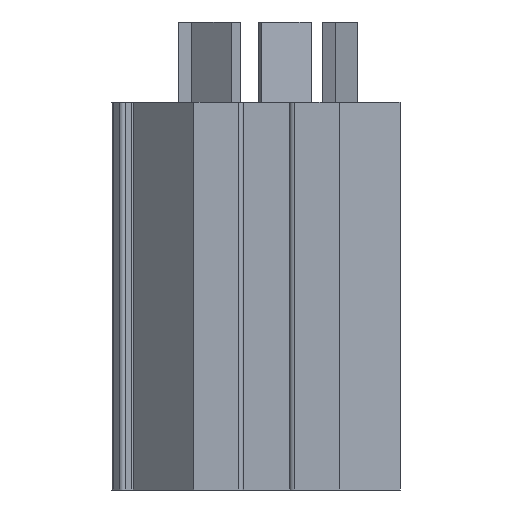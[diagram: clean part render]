
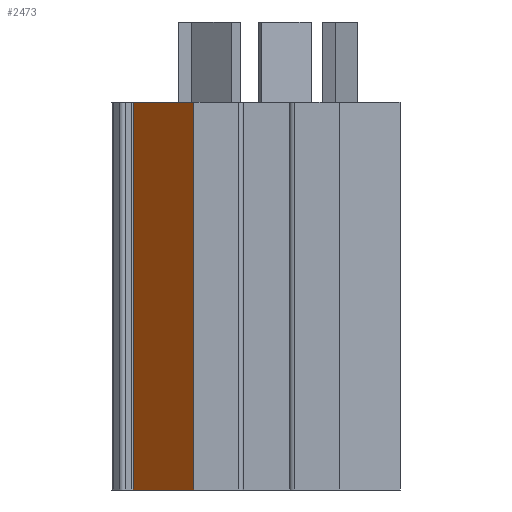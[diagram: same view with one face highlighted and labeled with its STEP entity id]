
A CAD part, front view. The second image highlights one B-rep face of the part: STEP entity #2473.
In plain terms, the highlighted planar face has unit normal (-0.707, -0.707, 0).
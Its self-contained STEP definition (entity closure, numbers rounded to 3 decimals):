
#29 = VECTOR ( 'NONE', #2885, 1000. ) ;
#94 = CARTESIAN_POINT ( 'NONE',  ( -5.5, -3., 16. ) ) ;
#218 = CARTESIAN_POINT ( 'NONE',  ( -3., -5.5, 16. ) ) ;
#268 = ORIENTED_EDGE ( 'NONE', *, *, #2226, .T. ) ;
#337 = DIRECTION ( 'NONE',  ( 0.707, -0.707, 0. ) ) ;
#355 = LINE ( 'NONE', #94, #2879 ) ;
#413 = CARTESIAN_POINT ( 'NONE',  ( -5.5, -3., 16. ) ) ;
#513 = VECTOR ( 'NONE', #2472, 1000. ) ;
#632 = PLANE ( 'NONE',  #903 ) ;
#682 = DIRECTION ( 'NONE',  ( 0., 0., -1. ) ) ;
#708 = LINE ( 'NONE', #978, #29 ) ;
#839 = DIRECTION ( 'NONE',  ( -0.707, 0.707, 0. ) ) ;
#902 = VERTEX_POINT ( 'NONE', #1456 ) ;
#903 = AXIS2_PLACEMENT_3D ( 'NONE', #413, #3080, #839 ) ;
#915 = EDGE_CURVE ( 'NONE', #902, #2105, #963, .T. ) ;
#963 = LINE ( 'NONE', #218, #2392 ) ;
#978 = CARTESIAN_POINT ( 'NONE',  ( -5.5, -3., 16. ) ) ;
#1456 = CARTESIAN_POINT ( 'NONE',  ( -3., -5.5, 16. ) ) ;
#1496 = LINE ( 'NONE', #2669, #513 ) ;
#1539 = VERTEX_POINT ( 'NONE', #2054 ) ;
#1886 = EDGE_CURVE ( 'NONE', #1539, #902, #355, .T. ) ;
#1887 = VERTEX_POINT ( 'NONE', #2316 ) ;
#2054 = CARTESIAN_POINT ( 'NONE',  ( -5.5, -3., 16. ) ) ;
#2105 = VERTEX_POINT ( 'NONE', #2439 ) ;
#2226 = EDGE_CURVE ( 'NONE', #1887, #2105, #1496, .T. ) ;
#2316 = CARTESIAN_POINT ( 'NONE',  ( -5.5, -3., 0. ) ) ;
#2392 = VECTOR ( 'NONE', #682, 1000. ) ;
#2439 = CARTESIAN_POINT ( 'NONE',  ( -3., -5.5, 0. ) ) ;
#2472 = DIRECTION ( 'NONE',  ( 0.707, -0.707, 0. ) ) ;
#2473 = ADVANCED_FACE ( 'NONE', ( #3046 ), #632, .F. ) ;
#2481 = EDGE_LOOP ( 'NONE', ( #268, #2880, #2490, #3021 ) ) ;
#2490 = ORIENTED_EDGE ( 'NONE', *, *, #1886, .F. ) ;
#2669 = CARTESIAN_POINT ( 'NONE',  ( -5.5, -3., 0. ) ) ;
#2879 = VECTOR ( 'NONE', #337, 1000. ) ;
#2880 = ORIENTED_EDGE ( 'NONE', *, *, #915, .F. ) ;
#2885 = DIRECTION ( 'NONE',  ( 0., 0., -1. ) ) ;
#3021 = ORIENTED_EDGE ( 'NONE', *, *, #3157, .T. ) ;
#3046 = FACE_OUTER_BOUND ( 'NONE', #2481, .T. ) ;
#3080 = DIRECTION ( 'NONE',  ( 0.707, 0.707, 0. ) ) ;
#3157 = EDGE_CURVE ( 'NONE', #1539, #1887, #708, .T. ) ;
